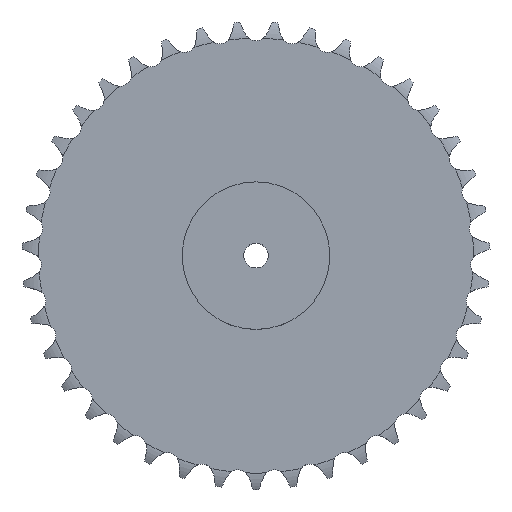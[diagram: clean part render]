
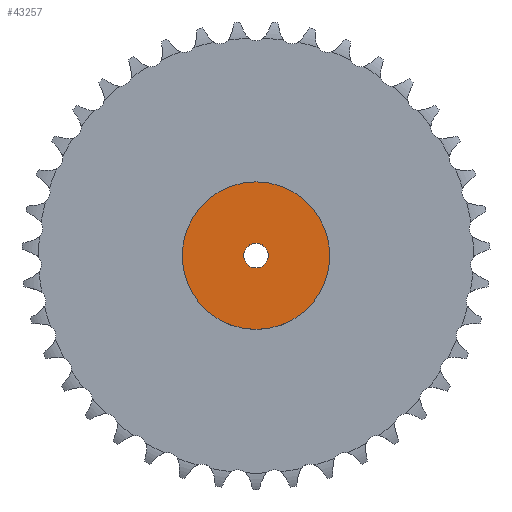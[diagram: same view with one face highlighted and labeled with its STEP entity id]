
A CAD part, top view. The second image highlights one B-rep face of the part: STEP entity #43257.
In plain terms, the highlighted planar face has unit normal (0, 0, 1).
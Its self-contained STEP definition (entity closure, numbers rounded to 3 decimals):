
#4827 = CYLINDRICAL_SURFACE('',#4828,90.);
#4828 = AXIS2_PLACEMENT_3D('',#4829,#4830,#4831);
#4829 = CARTESIAN_POINT('',(0.,0.,0.));
#4830 = DIRECTION('',(-0.,-0.,-1.));
#4831 = DIRECTION('',(1.,0.,0.));
#27340 = VERTEX_POINT('',#27341);
#27341 = CARTESIAN_POINT('',(90.,0.,75.));
#27362 = EDGE_CURVE('',#27340,#27340,#27363,.T.);
#27363 = SURFACE_CURVE('',#27364,(#27369,#27376),.PCURVE_S1.);
#27364 = CIRCLE('',#27365,90.);
#27365 = AXIS2_PLACEMENT_3D('',#27366,#27367,#27368);
#27366 = CARTESIAN_POINT('',(0.,0.,75.));
#27367 = DIRECTION('',(0.,0.,1.));
#27368 = DIRECTION('',(1.,0.,0.));
#27369 = PCURVE('',#4827,#27370);
#27370 = DEFINITIONAL_REPRESENTATION('',(#27371),#27375);
#27371 = LINE('',#27372,#27373);
#27372 = CARTESIAN_POINT('',(-0.,-75.));
#27373 = VECTOR('',#27374,1.);
#27374 = DIRECTION('',(-1.,0.));
#27375 = ( GEOMETRIC_REPRESENTATION_CONTEXT(2) 
PARAMETRIC_REPRESENTATION_CONTEXT() REPRESENTATION_CONTEXT('2D SPACE',''
  ) );
#27376 = PCURVE('',#27377,#27382);
#27377 = PLANE('',#27378);
#27378 = AXIS2_PLACEMENT_3D('',#27379,#27380,#27381);
#27379 = CARTESIAN_POINT('',(0.,0.,75.)
  );
#27380 = DIRECTION('',(0.,0.,1.));
#27381 = DIRECTION('',(1.,0.,0.));
#27382 = DEFINITIONAL_REPRESENTATION('',(#27383),#27387);
#27383 = CIRCLE('',#27384,90.);
#27384 = AXIS2_PLACEMENT_2D('',#27385,#27386);
#27385 = CARTESIAN_POINT('',(0.,0.));
#27386 = DIRECTION('',(1.,0.));
#27387 = ( GEOMETRIC_REPRESENTATION_CONTEXT(2) 
PARAMETRIC_REPRESENTATION_CONTEXT() REPRESENTATION_CONTEXT('2D SPACE',''
  ) );
#36824 = CYLINDRICAL_SURFACE('',#36825,15.);
#36825 = AXIS2_PLACEMENT_3D('',#36826,#36827,#36828);
#36826 = CARTESIAN_POINT('',(0.,0.,850.862));
#36827 = DIRECTION('',(0.,0.,1.));
#36828 = DIRECTION('',(1.,0.,0.));
#43257 = ADVANCED_FACE('',(#43258,#43261),#27377,.T.);
#43258 = FACE_BOUND('',#43259,.T.);
#43259 = EDGE_LOOP('',(#43260));
#43260 = ORIENTED_EDGE('',*,*,#27362,.T.);
#43261 = FACE_BOUND('',#43262,.T.);
#43262 = EDGE_LOOP('',(#43263));
#43263 = ORIENTED_EDGE('',*,*,#43264,.F.);
#43264 = EDGE_CURVE('',#43265,#43265,#43267,.T.);
#43265 = VERTEX_POINT('',#43266);
#43266 = CARTESIAN_POINT('',(15.,0.,75.));
#43267 = SURFACE_CURVE('',#43268,(#43273,#43280),.PCURVE_S1.);
#43268 = CIRCLE('',#43269,15.);
#43269 = AXIS2_PLACEMENT_3D('',#43270,#43271,#43272);
#43270 = CARTESIAN_POINT('',(0.,0.,75.));
#43271 = DIRECTION('',(0.,0.,1.));
#43272 = DIRECTION('',(1.,0.,0.));
#43273 = PCURVE('',#27377,#43274);
#43274 = DEFINITIONAL_REPRESENTATION('',(#43275),#43279);
#43275 = CIRCLE('',#43276,15.);
#43276 = AXIS2_PLACEMENT_2D('',#43277,#43278);
#43277 = CARTESIAN_POINT('',(0.,0.));
#43278 = DIRECTION('',(1.,0.));
#43279 = ( GEOMETRIC_REPRESENTATION_CONTEXT(2) 
PARAMETRIC_REPRESENTATION_CONTEXT() REPRESENTATION_CONTEXT('2D SPACE',''
  ) );
#43280 = PCURVE('',#36824,#43281);
#43281 = DEFINITIONAL_REPRESENTATION('',(#43282),#43286);
#43282 = LINE('',#43283,#43284);
#43283 = CARTESIAN_POINT('',(0.,-775.862));
#43284 = VECTOR('',#43285,1.);
#43285 = DIRECTION('',(1.,0.));
#43286 = ( GEOMETRIC_REPRESENTATION_CONTEXT(2) 
PARAMETRIC_REPRESENTATION_CONTEXT() REPRESENTATION_CONTEXT('2D SPACE',''
  ) );
